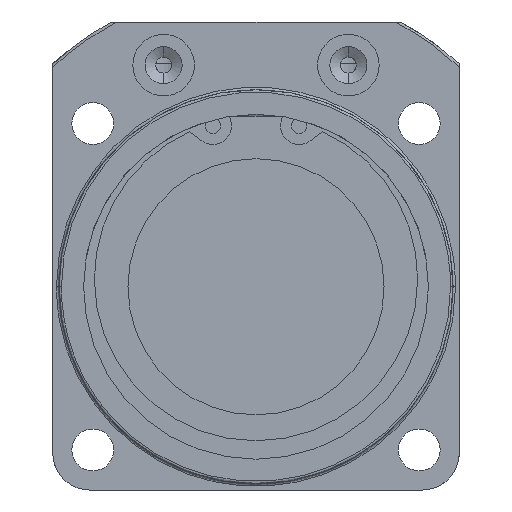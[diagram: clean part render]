
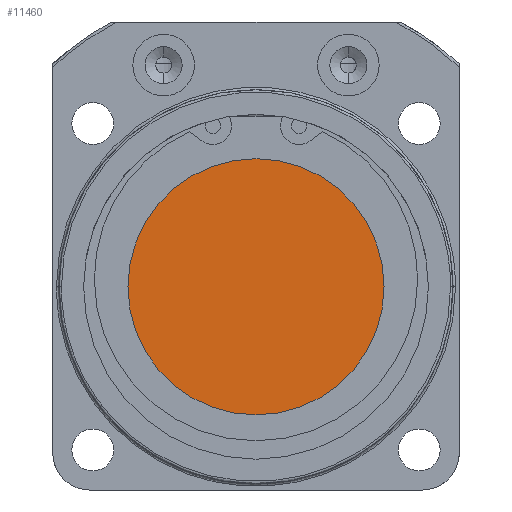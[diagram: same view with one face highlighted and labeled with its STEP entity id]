
A CAD part, front view. The second image highlights one B-rep face of the part: STEP entity #11460.
In plain terms, the highlighted planar face has unit normal (0, -1, 0).
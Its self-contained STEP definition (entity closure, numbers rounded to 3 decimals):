
#112 = AXIS2_PLACEMENT_3D ( 'NONE', #588, #589, #590 ) ;
#588 = CARTESIAN_POINT ( 'NONE',  ( 0., -108.2, 0. ) ) ;
#589 = DIRECTION ( 'NONE',  ( 0., 1., 0. ) ) ;
#590 = DIRECTION ( 'NONE',  ( 1., 0., 0. ) ) ;
#1164 = CIRCLE ( 'NONE', #5762, 20.8 ) ;
#3410 = EDGE_CURVE ( 'NONE', #6548, #6563, #1164, .T. ) ;
#3566 = ORIENTED_EDGE ( 'NONE', *, *, #3410, .F. ) ;
#3567 = ORIENTED_EDGE ( 'NONE', *, *, #11701, .F. ) ;
#3645 = DIRECTION ( 'NONE',  ( 1., 0., 0. ) ) ;
#3646 = DIRECTION ( 'NONE',  ( 0., -1., 0. ) ) ;
#3649 = PLANE ( 'NONE',  #5912 ) ;
#3655 = CARTESIAN_POINT ( 'NONE',  ( 0., -108.2, 0. ) ) ;
#4607 = CIRCLE ( 'NONE', #112, 20.8 ) ;
#5762 = AXIS2_PLACEMENT_3D ( 'NONE', #7612, #7611, #7610 ) ;
#5912 = AXIS2_PLACEMENT_3D ( 'NONE', #3655, #3646, #3645 ) ;
#6497 = EDGE_LOOP ( 'NONE', ( #3566, #3567 ) ) ;
#6548 = VERTEX_POINT ( 'NONE', #7195 ) ;
#6563 = VERTEX_POINT ( 'NONE', #7180 ) ;
#7180 = CARTESIAN_POINT ( 'NONE',  ( -20.8, -108.2, 0. ) ) ;
#7195 = CARTESIAN_POINT ( 'NONE',  ( 20.8, -108.2, 0. ) ) ;
#7610 = DIRECTION ( 'NONE',  ( 1., 0., 0. ) ) ;
#7611 = DIRECTION ( 'NONE',  ( 0., 1., 0. ) ) ;
#7612 = CARTESIAN_POINT ( 'NONE',  ( 0., -108.2, 0. ) ) ;
#8803 = FACE_OUTER_BOUND ( 'NONE', #6497, .T. ) ;
#11460 = ADVANCED_FACE ( 'NONE', ( #8803 ), #3649, .T. ) ;
#11701 = EDGE_CURVE ( 'NONE', #6563, #6548, #4607, .T. ) ;
